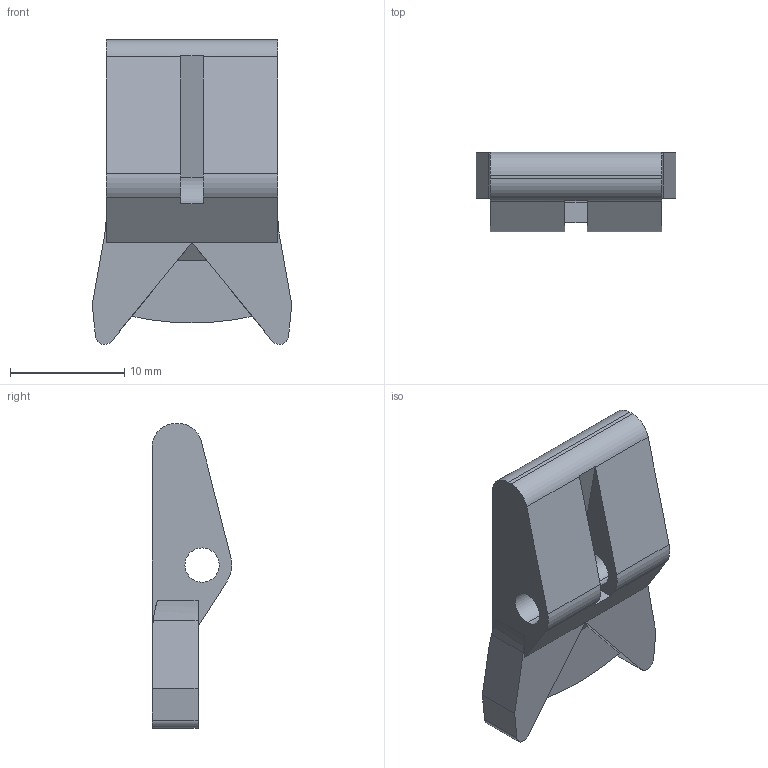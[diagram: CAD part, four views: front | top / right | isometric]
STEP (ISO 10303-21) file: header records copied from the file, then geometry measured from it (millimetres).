
FILE_DESCRIPTION (( 'STEP AP214' ), '1' );
FILE_NAME ('RADIAL LOCK ACTUATOR.STEP', '2023-11-03T06:57:14', ( '' ), ( '' ), 'SwSTEP 2.0', 'SolidWorks 2022', '' );
FILE_SCHEMA (( 'AUTOMOTIVE_DESIGN' ));
Length unit declared in the file: millimetre
Products named in the file (1): RADIAL LOCK ACTUATOR
Bounding box: 17.44 x 6.94 x 26.64 mm (x, y, z)
Volume: 1742.5 mm3; surface area: 1343.5 mm2
Topology: 1 solids, 1 shells, 37 faces, 105 edges, 70 vertices
Faces by surface type: plane 20, cylinder 17
Entity records: 1255 total; most frequent: CARTESIAN_POINT 225, ORIENTED_EDGE 210, DIRECTION 209, EDGE_CURVE 105, AXIS2_PLACEMENT_3D 70, VERTEX_POINT 70, LINE 69, VECTOR 69
